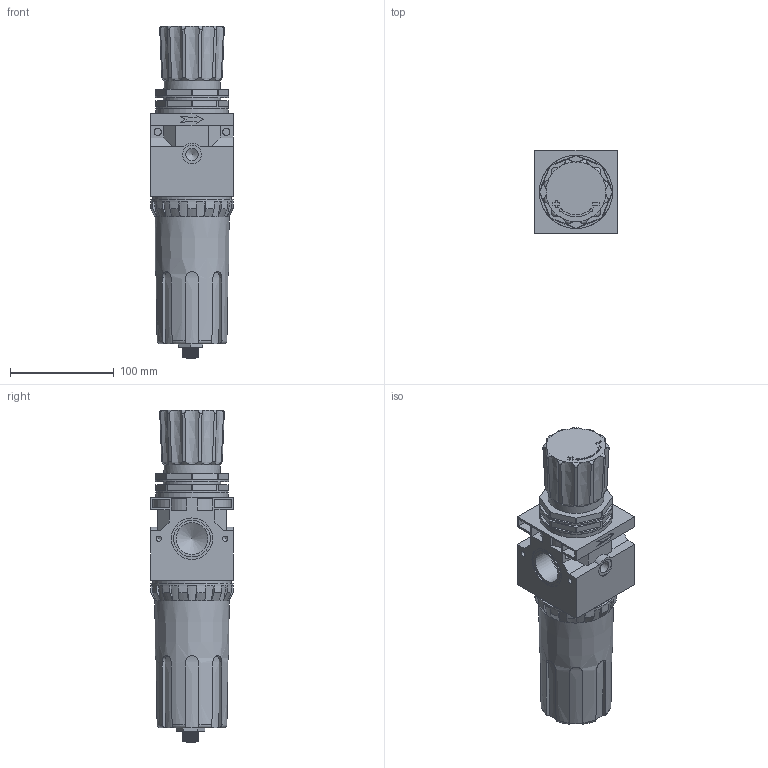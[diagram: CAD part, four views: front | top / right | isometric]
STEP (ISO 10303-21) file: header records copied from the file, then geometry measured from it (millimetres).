
FILE_DESCRIPTION(('STEP AP214'),'1');
FILE_NAME('lubrificatore 3-4 1 80x80.stp','2021-07-28T11:08:23',(' '),(' '),'Spatial InterOp 3D',' ',' ');
FILE_SCHEMA(('AUTOMOTIVE_DESIGN { 1 0 10303 214 1 1 1 1 }'));
Length unit declared in the file: metre
Products named in the file (6): 1601630493; 1601630460; 1601630415; 1601630259; 1601630001; 1601629526
Bounding box: 80 x 80 x 320 mm (x, y, z)
Volume: 652817.9 mm3; surface area: 141609.7 mm2
Topology: 5 solids, 6 shells, 546 faces, 1486 edges, 980 vertices
Faces by surface type: plane 227, cylinder 189, cone 59, bspline 50, torus 21
Full cylindrical faces by diameter (mm): 5 x8, 7 x4, 8.7 x1, 11.8 x4, 13.16 x1, 18 x2, 30.75 x4, 35.3 x1, 40 x1, 54 x1, 55 x1, 69.5 x1, 70 x1, 70.5 x1, 76 x1, 80 x1
Entity records: 25932 total; most frequent: CARTESIAN_POINT 8400, ORIENTED_EDGE 2830, DIRECTION 2552, EDGE_CURVE 1415, VERTEX_POINT 963, AXIS2_PLACEMENT_3D 959, LINE 634, VECTOR 634
